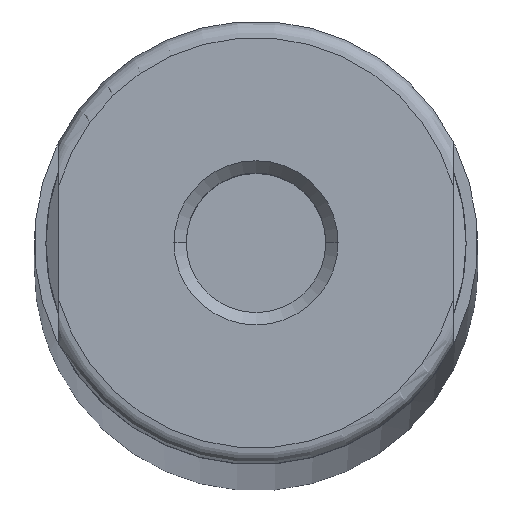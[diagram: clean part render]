
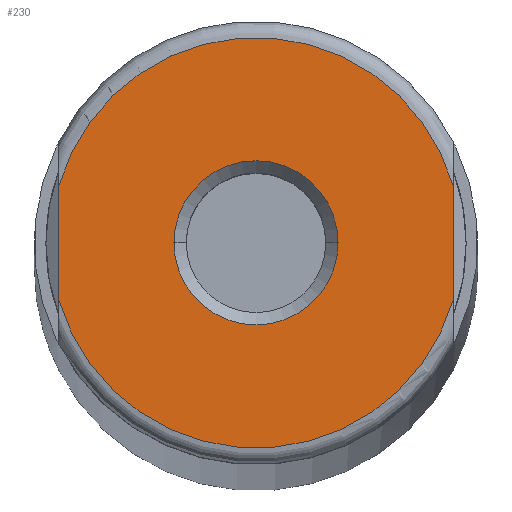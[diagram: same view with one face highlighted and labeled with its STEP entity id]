
A CAD part, top view. The second image highlights one B-rep face of the part: STEP entity #230.
In plain terms, the highlighted planar face has unit normal (0, 0, 1).
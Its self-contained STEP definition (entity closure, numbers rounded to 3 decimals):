
#94 = ORIENTED_EDGE ( 'NONE', *, *, #131, .F. ) ;
#95 = VERTEX_POINT ( 'NONE', #691 ) ;
#112 = VERTEX_POINT ( 'NONE', #632 ) ;
#114 = EDGE_CURVE ( 'NONE', #112, #115, #631, .T. ) ;
#115 = VERTEX_POINT ( 'NONE', #626 ) ;
#126 = ORIENTED_EDGE ( 'NONE', *, *, #127, .T. ) ;
#127 = EDGE_CURVE ( 'NONE', #95, #207, #609, .T. ) ;
#128 = ORIENTED_EDGE ( 'NONE', *, *, #129, .T. ) ;
#129 = EDGE_CURVE ( 'NONE', #130, #95, #605, .T. ) ;
#130 = VERTEX_POINT ( 'NONE', #600 ) ;
#131 = EDGE_CURVE ( 'NONE', #130, #226, #599, .T. ) ;
#183 = ORIENTED_EDGE ( 'NONE', *, *, #184, .F. ) ;
#184 = EDGE_CURVE ( 'NONE', #115, #112, #853, .T. ) ;
#186 = EDGE_LOOP ( 'NONE', ( #183, #188 ) ) ;
#187 = EDGE_LOOP ( 'NONE', ( #128, #126, #231, #94 ) ) ;
#188 = ORIENTED_EDGE ( 'NONE', *, *, #114, .F. ) ;
#207 = VERTEX_POINT ( 'NONE', #738 ) ;
#225 = EDGE_CURVE ( 'NONE', #207, #226, #810, .T. ) ;
#226 = VERTEX_POINT ( 'NONE', #811 ) ;
#230 = ADVANCED_FACE ( 'NONE', ( #806, #805 ), #804, .F. ) ;
#231 = ORIENTED_EDGE ( 'NONE', *, *, #225, .T. ) ;
#596 = DIRECTION ( 'NONE',  ( 0., 1., 0. ) ) ;
#597 = VECTOR ( 'NONE', #596, 1000. ) ;
#598 = CARTESIAN_POINT ( 'NONE',  ( -12., -13.5, 0. ) ) ;
#599 = LINE ( 'NONE', #598, #597 ) ;
#600 = CARTESIAN_POINT ( 'NONE',  ( -12., -3.5, 0. ) ) ;
#601 = DIRECTION ( 'NONE',  ( 1., 0., 0. ) ) ;
#602 = DIRECTION ( 'NONE',  ( 0., 0., 1. ) ) ;
#603 = CARTESIAN_POINT ( 'NONE',  ( 0., 0., 0. ) ) ;
#604 = AXIS2_PLACEMENT_3D ( 'NONE', #603, #602, #601 ) ;
#605 = CIRCLE ( 'NONE', #604, 12.5 ) ;
#606 = DIRECTION ( 'NONE',  ( 0., 1., 0. ) ) ;
#607 = VECTOR ( 'NONE', #606, 1000. ) ;
#608 = CARTESIAN_POINT ( 'NONE',  ( 12., -13.5, 0. ) ) ;
#609 = LINE ( 'NONE', #608, #607 ) ;
#626 = CARTESIAN_POINT ( 'NONE',  ( 5., 0., 0. ) ) ;
#627 = DIRECTION ( 'NONE',  ( 1., 0., 0. ) ) ;
#628 = DIRECTION ( 'NONE',  ( 0., 0., 1. ) ) ;
#629 = CARTESIAN_POINT ( 'NONE',  ( 0., 0., 0. ) ) ;
#630 = AXIS2_PLACEMENT_3D ( 'NONE', #629, #628, #627 ) ;
#631 = CIRCLE ( 'NONE', #630, 5. ) ;
#632 = CARTESIAN_POINT ( 'NONE',  ( -5., 0., 0. ) ) ;
#691 = CARTESIAN_POINT ( 'NONE',  ( 12., -3.5, 0. ) ) ;
#738 = CARTESIAN_POINT ( 'NONE',  ( 12., 3.5, 0. ) ) ;
#793 = AXIS2_PLACEMENT_3D ( 'NONE', #797, #796, #795 ) ;
#795 = DIRECTION ( 'NONE',  ( -1., 0., 0. ) ) ;
#796 = DIRECTION ( 'NONE',  ( 0., 0., -1. ) ) ;
#797 = CARTESIAN_POINT ( 'NONE',  ( 0., 0., 0. ) ) ;
#804 = PLANE ( 'NONE',  #793 ) ;
#805 = FACE_OUTER_BOUND ( 'NONE', #187, .T. ) ;
#806 = FACE_BOUND ( 'NONE', #186, .T. ) ;
#809 = DIRECTION ( 'NONE',  ( 1., 0., 0. ) ) ;
#810 = CIRCLE ( 'NONE', #814, 12.5 ) ;
#811 = CARTESIAN_POINT ( 'NONE',  ( -12., 3.5, 0. ) ) ;
#812 = DIRECTION ( 'NONE',  ( 0., 0., 1. ) ) ;
#813 = CARTESIAN_POINT ( 'NONE',  ( 0., 0., 0. ) ) ;
#814 = AXIS2_PLACEMENT_3D ( 'NONE', #813, #812, #809 ) ;
#853 = CIRCLE ( 'NONE', #886, 5. ) ;
#885 = CARTESIAN_POINT ( 'NONE',  ( 0., 0., 0. ) ) ;
#886 = AXIS2_PLACEMENT_3D ( 'NONE', #885, #967, #966 ) ;
#966 = DIRECTION ( 'NONE',  ( 1., 0., 0. ) ) ;
#967 = DIRECTION ( 'NONE',  ( 0., 0., 1. ) ) ;
